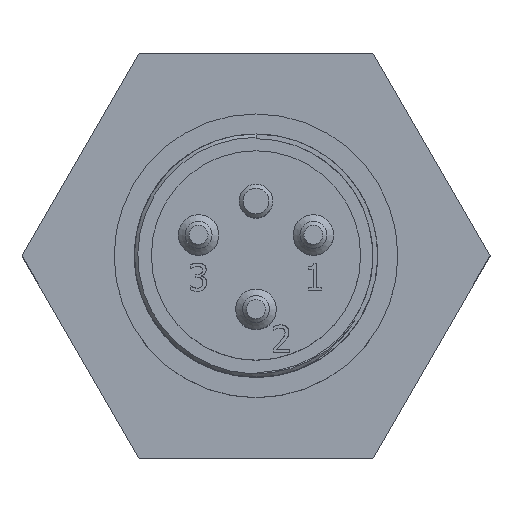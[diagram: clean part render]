
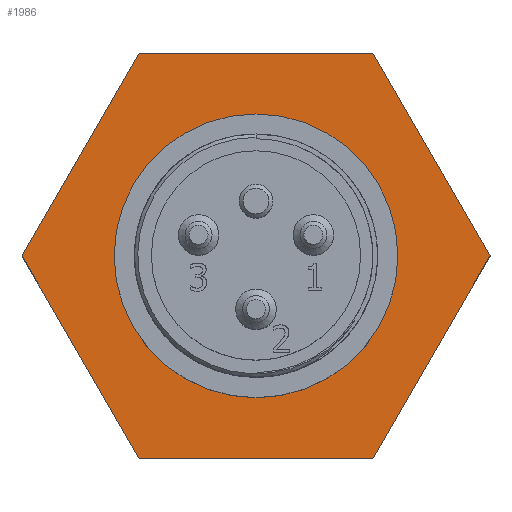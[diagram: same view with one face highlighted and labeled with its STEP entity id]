
A CAD part, top view. The second image highlights one B-rep face of the part: STEP entity #1986.
In plain terms, the highlighted planar face has unit normal (0, 0, 1).
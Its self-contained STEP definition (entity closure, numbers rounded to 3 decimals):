
#148=FACE_BOUND($,#527,.T.);
#189=CIRCLE($,#2106,10.5);
#258=PLANE($,#2109);
#370=FACE_OUTER_BOUND($,#526,.T.);
#526=EDGE_LOOP($,(#1825,#1826,#1827,#1828,#1829,#1830));
#527=EDGE_LOOP($,(#1831));
#647=LINE($,#5487,#782);
#650=LINE($,#5493,#785);
#653=LINE($,#5499,#788);
#656=LINE($,#5505,#791);
#660=LINE($,#5512,#795);
#662=LINE($,#5515,#797);
#782=VECTOR($,#2385,17.321);
#785=VECTOR($,#2390,17.321);
#788=VECTOR($,#2395,17.321);
#791=VECTOR($,#2400,17.321);
#795=VECTOR($,#2406,17.321);
#797=VECTOR($,#2410,17.321);
#1034=VERTEX_POINT($,#5484);
#1035=VERTEX_POINT($,#5486);
#1037=VERTEX_POINT($,#5492);
#1039=VERTEX_POINT($,#5498);
#1041=VERTEX_POINT($,#5504);
#1043=VERTEX_POINT($,#5510);
#1060=VERTEX_POINT($,#5566);
#1285=EDGE_CURVE($,#1035,#1034,#647,.T.);
#1288=EDGE_CURVE($,#1037,#1035,#650,.T.);
#1291=EDGE_CURVE($,#1039,#1037,#653,.T.);
#1294=EDGE_CURVE($,#1041,#1039,#656,.T.);
#1298=EDGE_CURVE($,#1034,#1043,#660,.T.);
#1300=EDGE_CURVE($,#1043,#1041,#662,.T.);
#1317=EDGE_CURVE($,#1060,#1060,#189,.T.);
#1825=ORIENTED_EDGE($,*,*,#1294,.T.);
#1826=ORIENTED_EDGE($,*,*,#1291,.T.);
#1827=ORIENTED_EDGE($,*,*,#1288,.T.);
#1828=ORIENTED_EDGE($,*,*,#1285,.T.);
#1829=ORIENTED_EDGE($,*,*,#1298,.T.);
#1830=ORIENTED_EDGE($,*,*,#1300,.T.);
#1831=ORIENTED_EDGE($,*,*,#1317,.T.);
#1986=ADVANCED_FACE($,(#370,#148),#258,.T.);
#2106=AXIS2_PLACEMENT_3D($,#5567,#2479,#2480);
#2109=AXIS2_PLACEMENT_3D($,#5570,#2485,#2486);
#2385=DIRECTION($,(0.5,-0.866,0.));
#2390=DIRECTION($,(-0.5,-0.866,0.));
#2395=DIRECTION($,(-1.,0.,0.));
#2400=DIRECTION($,(-0.5,0.866,0.));
#2406=DIRECTION($,(1.,0.,0.));
#2410=DIRECTION($,(0.5,0.866,0.));
#2479=DIRECTION('center_axis',(0.,0.,-1.));
#2480=DIRECTION('ref_axis',(-1.,0.,0.));
#2485=DIRECTION('center_axis',(0.,0.,1.));
#2486=DIRECTION('ref_axis',(1.,0.,0.));
#5484=CARTESIAN_POINT('',(-8.66,-15.,3.95));
#5486=CARTESIAN_POINT('',(-17.321,0.,3.95));
#5487=CARTESIAN_POINT($,(-15.155,-3.75,3.95));
#5492=CARTESIAN_POINT('',(-8.66,15.,3.95));
#5493=CARTESIAN_POINT($,(-10.825,11.25,3.95));
#5498=CARTESIAN_POINT('',(8.66,15.,3.95));
#5499=CARTESIAN_POINT($,(4.33,15.,3.95));
#5504=CARTESIAN_POINT('',(17.321,0.,3.95));
#5505=CARTESIAN_POINT($,(15.155,3.75,3.95));
#5510=CARTESIAN_POINT('',(8.66,-15.,3.95));
#5512=CARTESIAN_POINT($,(-4.33,-15.,3.95));
#5515=CARTESIAN_POINT($,(10.825,-11.25,3.95));
#5566=CARTESIAN_POINT('',(10.5,0.,3.95));
#5567=CARTESIAN_POINT('Origin',(0.,0.,3.95));
#5570=CARTESIAN_POINT('Origin',(0.,0.,
3.95));
